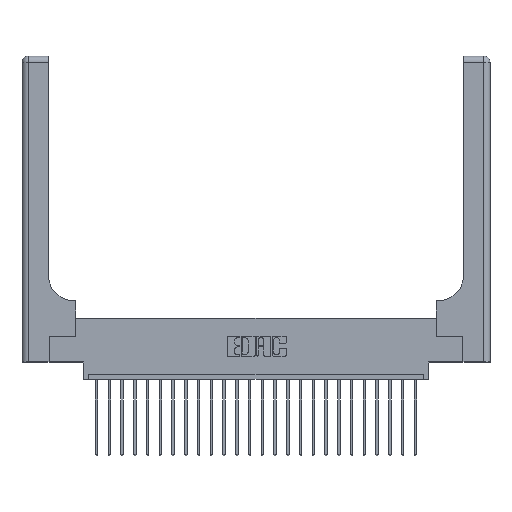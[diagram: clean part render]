
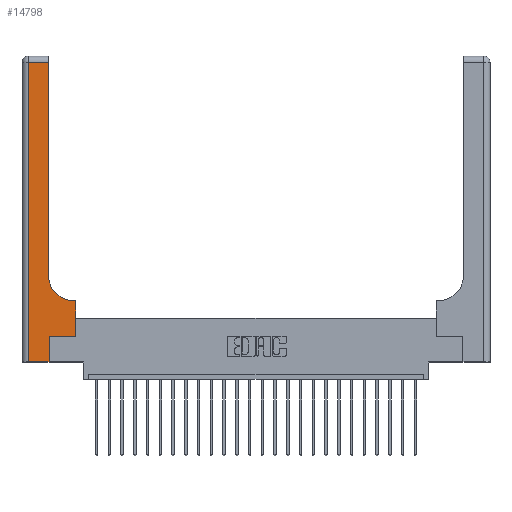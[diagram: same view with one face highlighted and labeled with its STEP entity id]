
A CAD part, top view. The second image highlights one B-rep face of the part: STEP entity #14798.
In plain terms, the highlighted planar face has unit normal (0, 0, 1).
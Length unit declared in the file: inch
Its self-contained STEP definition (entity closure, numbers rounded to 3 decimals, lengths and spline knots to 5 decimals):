
#390 = CARTESIAN_POINT ( 'NONE',  ( 0.528, 0.6, 0.37 ) ) ;
#529 = EDGE_CURVE ( 'NONE', #4642, #12372, #11633, .T. ) ;
#1654 = PLANE ( 'NONE',  #19704 ) ;
#1762 = DIRECTION ( 'NONE',  ( 0., 0., -1. ) ) ;
#1831 = DIRECTION ( 'NONE',  ( 0., 1., 0. ) ) ;
#2490 = EDGE_CURVE ( 'NONE', #15343, #10166, #8191, .T. ) ;
#2602 = ORIENTED_EDGE ( 'NONE', *, *, #21604, .T. ) ;
#3739 = EDGE_CURVE ( 'NONE', #14940, #13911, #4020, .T. ) ;
#3969 = CARTESIAN_POINT ( 'NONE',  ( 0.265, 0.25, 0.37 ) ) ;
#4020 = LINE ( 'NONE', #7658, #9373 ) ;
#4492 = CARTESIAN_POINT ( 'NONE',  ( 0.528, 0.25, 0.37 ) ) ;
#4561 = DIRECTION ( 'NONE',  ( 1., 0., 0. ) ) ;
#4600 = EDGE_CURVE ( 'NONE', #5777, #4608, #15257, .T. ) ;
#4608 = VERTEX_POINT ( 'NONE', #21229 ) ;
#4642 = VERTEX_POINT ( 'NONE', #13917 ) ;
#5518 = CARTESIAN_POINT ( 'NONE',  ( 0.265, 0., 0.37 ) ) ;
#5602 = DIRECTION ( 'NONE',  ( 0., 1., 0. ) ) ;
#5777 = VERTEX_POINT ( 'NONE', #3969 ) ;
#6011 = EDGE_CURVE ( 'NONE', #10166, #14940, #18132, .T. ) ;
#6013 = CARTESIAN_POINT ( 'NONE',  ( 0.26, 0.6, 0.37 ) ) ;
#6560 = LINE ( 'NONE', #4492, #19029 ) ;
#7064 = LINE ( 'NONE', #12866, #9322 ) ;
#7469 = CARTESIAN_POINT ( 'NONE',  ( 0., 3., 0.37 ) ) ;
#7658 = CARTESIAN_POINT ( 'NONE',  ( 0.26, 3., 0.37 ) ) ;
#8191 = LINE ( 'NONE', #6013, #12842 ) ;
#8257 = VECTOR ( 'NONE', #4561, 39.37008 ) ;
#9055 = DIRECTION ( 'NONE',  ( -1., 0., 0. ) ) ;
#9322 = VECTOR ( 'NONE', #12630, 39.37008 ) ;
#9373 = VECTOR ( 'NONE', #5602, 39.37008 ) ;
#9672 = VECTOR ( 'NONE', #1831, 39.37008 ) ;
#10076 = DIRECTION ( 'NONE',  ( 0., 1., 0. ) ) ;
#10166 = VERTEX_POINT ( 'NONE', #21318 ) ;
#10176 = DIRECTION ( 'NONE',  ( 1., 0., 0. ) ) ;
#10527 = ORIENTED_EDGE ( 'NONE', *, *, #18652, .T. ) ;
#10748 = DIRECTION ( 'NONE',  ( 0., 0., -1. ) ) ;
#11633 = LINE ( 'NONE', #19078, #15357 ) ;
#11905 = EDGE_LOOP ( 'NONE', ( #22201, #2602, #16428, #21855, #10527, #17249, #14069, #16214, #19187 ) ) ;
#12372 = VERTEX_POINT ( 'NONE', #5518 ) ;
#12630 = DIRECTION ( 'NONE',  ( -1., 0., 0. ) ) ;
#12761 = LINE ( 'NONE', #16524, #9672 ) ;
#12842 = VECTOR ( 'NONE', #18781, 39.37008 ) ;
#12866 = CARTESIAN_POINT ( 'NONE',  ( 0., 2.94, 0.37 ) ) ;
#13639 = VERTEX_POINT ( 'NONE', #23895 ) ;
#13749 = LINE ( 'NONE', #19591, #13875 ) ;
#13875 = VECTOR ( 'NONE', #21182, 39.37008 ) ;
#13911 = VERTEX_POINT ( 'NONE', #15701 ) ;
#13917 = CARTESIAN_POINT ( 'NONE',  ( 0.06, 0., 0.37 ) ) ;
#14069 = ORIENTED_EDGE ( 'NONE', *, *, #18930, .T. ) ;
#14798 = ADVANCED_FACE ( 'NONE', ( #18423 ), #1654, .F. ) ;
#14940 = VERTEX_POINT ( 'NONE', #17190 ) ;
#15257 = LINE ( 'NONE', #22825, #8257 ) ;
#15343 = VERTEX_POINT ( 'NONE', #390 ) ;
#15357 = VECTOR ( 'NONE', #10176, 39.37008 ) ;
#15701 = CARTESIAN_POINT ( 'NONE',  ( 0.26, 2.94, 0.37 ) ) ;
#16135 = EDGE_CURVE ( 'NONE', #13639, #4642, #13749, .T. ) ;
#16214 = ORIENTED_EDGE ( 'NONE', *, *, #2490, .T. ) ;
#16428 = ORIENTED_EDGE ( 'NONE', *, *, #16135, .T. ) ;
#16451 = CARTESIAN_POINT ( 'NONE',  ( 0.51, 0.85, 0.37 ) ) ;
#16524 = CARTESIAN_POINT ( 'NONE',  ( 0.265, 0., 0.37 ) ) ;
#17190 = CARTESIAN_POINT ( 'NONE',  ( 0.26, 0.85, 0.37 ) ) ;
#17249 = ORIENTED_EDGE ( 'NONE', *, *, #4600, .T. ) ;
#18132 = CIRCLE ( 'NONE', #21302, 0.25 ) ;
#18423 = FACE_OUTER_BOUND ( 'NONE', #11905, .T. ) ;
#18652 = EDGE_CURVE ( 'NONE', #12372, #5777, #12761, .T. ) ;
#18781 = DIRECTION ( 'NONE',  ( -1., 0., 0. ) ) ;
#18930 = EDGE_CURVE ( 'NONE', #4608, #15343, #6560, .T. ) ;
#19029 = VECTOR ( 'NONE', #10076, 39.37008 ) ;
#19078 = CARTESIAN_POINT ( 'NONE',  ( 0., 0., 0.37 ) ) ;
#19187 = ORIENTED_EDGE ( 'NONE', *, *, #6011, .T. ) ;
#19591 = CARTESIAN_POINT ( 'NONE',  ( 0.06, 3., 0.37 ) ) ;
#19704 = AXIS2_PLACEMENT_3D ( 'NONE', #7469, #1762, #9055 ) ;
#20128 = DIRECTION ( 'NONE',  ( 1., 0., 0. ) ) ;
#21182 = DIRECTION ( 'NONE',  ( 0., -1., 0. ) ) ;
#21229 = CARTESIAN_POINT ( 'NONE',  ( 0.528, 0.25, 0.37 ) ) ;
#21302 = AXIS2_PLACEMENT_3D ( 'NONE', #16451, #10748, #20128 ) ;
#21318 = CARTESIAN_POINT ( 'NONE',  ( 0.51, 0.6, 0.37 ) ) ;
#21604 = EDGE_CURVE ( 'NONE', #13911, #13639, #7064, .T. ) ;
#21855 = ORIENTED_EDGE ( 'NONE', *, *, #529, .T. ) ;
#22201 = ORIENTED_EDGE ( 'NONE', *, *, #3739, .T. ) ;
#22825 = CARTESIAN_POINT ( 'NONE',  ( 0.265, 0.25, 0.37 ) ) ;
#23895 = CARTESIAN_POINT ( 'NONE',  ( 0.06, 2.94, 0.37 ) ) ;
